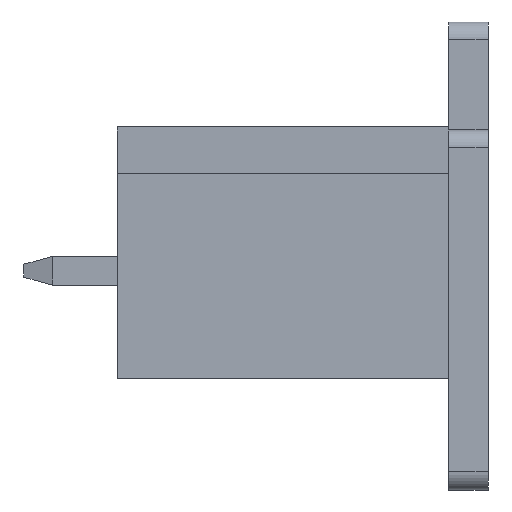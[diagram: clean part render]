
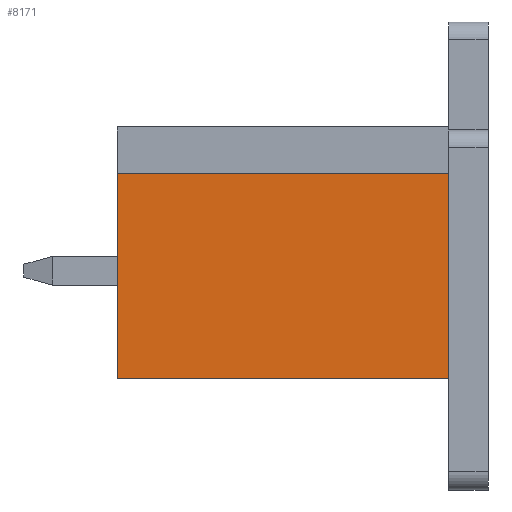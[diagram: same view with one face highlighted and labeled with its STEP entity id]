
A CAD part, left-side view. The second image highlights one B-rep face of the part: STEP entity #8171.
In plain terms, the highlighted planar face has unit normal (-1, 0, 0).
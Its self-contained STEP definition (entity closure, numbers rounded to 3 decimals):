
#1591=ORIENTED_EDGE('',*,*,#3234,.F.);
#1592=ORIENTED_EDGE('',*,*,#3331,.F.);
#1593=ORIENTED_EDGE('',*,*,#3207,.F.);
#1594=ORIENTED_EDGE('',*,*,#3149,.F.);
#3149=EDGE_CURVE('',#4179,#4180,#5077,.T.);
#3207=EDGE_CURVE('',#4180,#4231,#5123,.T.);
#3234=EDGE_CURVE('',#4251,#4179,#5146,.T.);
#3331=EDGE_CURVE('',#4231,#4251,#5240,.T.);
#4179=VERTEX_POINT('',#12170);
#4180=VERTEX_POINT('',#12172);
#4231=VERTEX_POINT('',#12285);
#4251=VERTEX_POINT('',#12336);
#5077=LINE('',#12171,#6104);
#5123=LINE('',#12284,#6150);
#5146=LINE('',#12337,#6173);
#5240=LINE('',#12532,#6267);
#6104=VECTOR('',#9860,1000.);
#6150=VECTOR('',#9938,1000.);
#6173=VECTOR('',#9979,1000.);
#6267=VECTOR('',#10175,1000.);
#6927=EDGE_LOOP('',(#1591,#1592,#1593,#1594));
#7388=FACE_BOUND('',#6927,.T.);
#7797=PLANE('',#8702);
#8171=ADVANCED_FACE('',(#7388),#7797,.F.);
#8702=AXIS2_PLACEMENT_3D('',#12533,#10176,#10177);
#9860=DIRECTION('',(0.,1.,0.));
#9938=DIRECTION('',(0.,0.,1.));
#9979=DIRECTION('',(0.,0.,-1.));
#10175=DIRECTION('',(0.,-1.,0.));
#10176=DIRECTION('',(1.,0.,0.));
#10177=DIRECTION('',(0.,0.,-1.));
#12170=CARTESIAN_POINT('',(-12.715,0.,-3.5));
#12171=CARTESIAN_POINT('',(-12.715,0.,-3.5));
#12172=CARTESIAN_POINT('',(-12.715,9.2,-3.5));
#12284=CARTESIAN_POINT('',(-12.715,9.2,-3.5));
#12285=CARTESIAN_POINT('',(-12.715,9.2,2.2));
#12336=CARTESIAN_POINT('',(-12.715,0.,2.2));
#12337=CARTESIAN_POINT('',(-12.715,0.,2.2));
#12532=CARTESIAN_POINT('',(-12.715,9.2,2.2));
#12533=CARTESIAN_POINT('',(-12.715,0.,0.));
